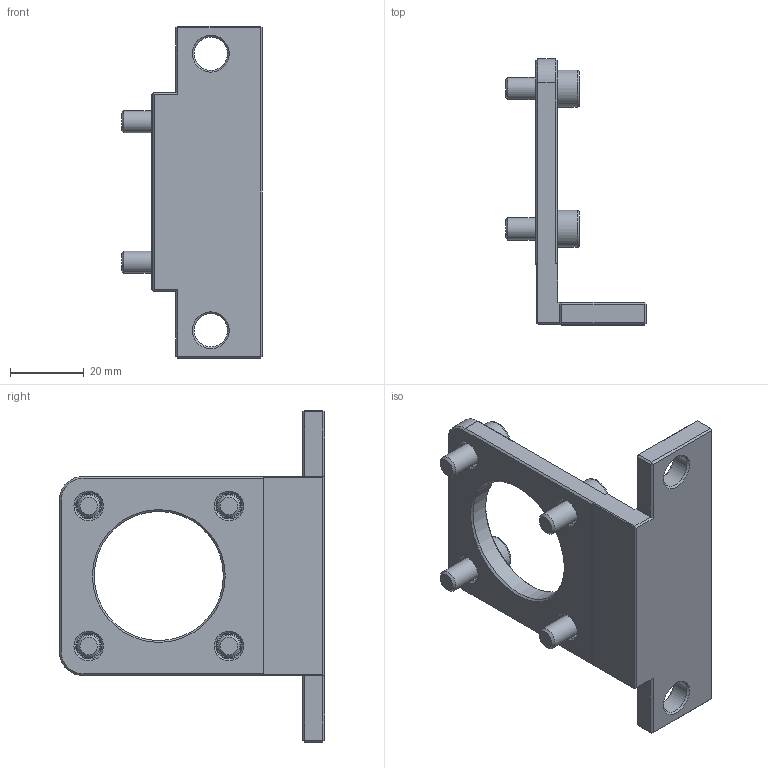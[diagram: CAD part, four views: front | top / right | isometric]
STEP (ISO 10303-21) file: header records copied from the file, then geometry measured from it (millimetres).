
FILE_DESCRIPTION(/* description */ (''),/* implementation_level */ '2;1');
FILE_NAME(/* name */ 'CAD_69618.stp',/* time_stamp */ '2018-02-20T13:03:11+01:00',/* author */ ('Hypex'),/* organization */ ('Hypex'),/* preprocessor_version */ 'ST-DEVELOPER v17',/* originating_system */ 'Autodesk Inventor 2018',/* authorisation */ '');
FILE_SCHEMA (('AUTOMOTIVE_DESIGN { 1 0 10303 214 3 1 1 }'));
Length unit declared in the file: millimetre
Products named in the file (1): HGLL 40 KOTNIK PNCE MSD PRITRDITEV
Bounding box: 38.2 x 72 x 90 mm (x, y, z)
Volume: 30986.4 mm3; surface area: 15195.4 mm2
Topology: 1 solids, 1 shells, 134 faces, 338 edges, 218 vertices
Faces by surface type: plane 83, cone 26, cylinder 17, torus 8
Full cylindrical faces by diameter (mm): 6 x4, 7 x4, 9 x2, 10 x4, 35 x1
Entity records: 4160 total; most frequent: CARTESIAN_POINT 743, DIRECTION 686, ORIENTED_EDGE 668, EDGE_CURVE 334, AXIS2_PLACEMENT_3D 245, VERTEX_POINT 218, LINE 196, VECTOR 196
